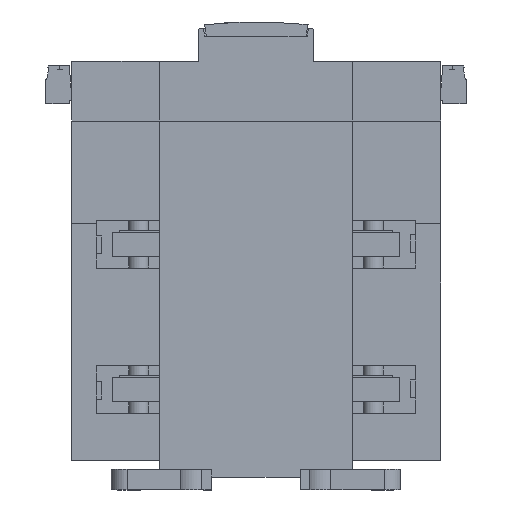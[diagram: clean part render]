
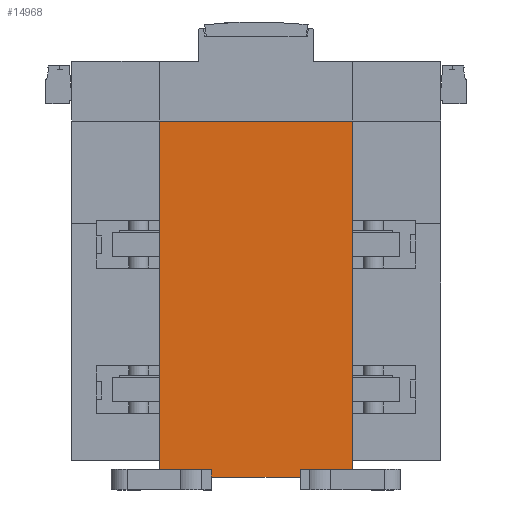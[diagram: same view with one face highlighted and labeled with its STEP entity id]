
A CAD part, left-side view. The second image highlights one B-rep face of the part: STEP entity #14968.
In plain terms, the highlighted planar face has unit normal (-1, 0, 0).
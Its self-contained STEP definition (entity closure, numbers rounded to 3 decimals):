
#538=DIRECTION('',(0.,0.,1.));
#539=VECTOR('',#538,135.5);
#540=CARTESIAN_POINT('',(-123.48,-37.552,8.));
#541=LINE('',#540,#539);
#1252=DIRECTION('',(0.,-1.,0.));
#1253=VECTOR('',#1252,34.6);
#1254=CARTESIAN_POINT('',(-123.48,17.3,5.));
#1255=LINE('',#1254,#1253);
#1872=DIRECTION('',(0.,0.,-1.));
#1873=VECTOR('',#1872,135.5);
#1874=CARTESIAN_POINT('',(-123.48,37.552,143.5));
#1875=LINE('',#1874,#1873);
#2439=DIRECTION('',(0.,1.,0.));
#2440=VECTOR('',#2439,20.252);
#2441=CARTESIAN_POINT('',(-123.48,17.3,8.));
#2442=LINE('',#2441,#2440);
#2446=DIRECTION('',(0.,-1.,0.));
#2447=VECTOR('',#2446,75.104);
#2448=CARTESIAN_POINT('',(-123.48,37.552,143.5));
#2449=LINE('',#2448,#2447);
#2453=DIRECTION('',(0.,1.,0.));
#2454=VECTOR('',#2453,20.252);
#2455=CARTESIAN_POINT('',(-123.48,-37.552,
8.));
#2456=LINE('',#2455,#2454);
#2460=DIRECTION('',(0.,0.,-1.));
#2461=VECTOR('',#2460,3.);
#2462=CARTESIAN_POINT('',(-123.48,-17.3,
8.));
#2463=LINE('',#2462,#2461);
#2467=DIRECTION('',(0.,0.,1.));
#2468=VECTOR('',#2467,3.);
#2469=CARTESIAN_POINT('',(-123.48,17.3,5.));
#2470=LINE('',#2469,#2468);
#11691=CARTESIAN_POINT('',(-123.48,-37.552,143.5));
#11692=VERTEX_POINT('',#11691);
#11693=CARTESIAN_POINT('',(-123.48,37.552,143.5));
#11694=VERTEX_POINT('',#11693);
#11794=CARTESIAN_POINT('',(-123.48,-37.552,
8.));
#11795=VERTEX_POINT('',#11794);
#12658=CARTESIAN_POINT('',(-123.48,37.552,
8.));
#12659=VERTEX_POINT('',#12658);
#13284=CARTESIAN_POINT('',(-123.48,17.3,
8.));
#13285=VERTEX_POINT('',#13284);
#13286=CARTESIAN_POINT('',(-123.48,-17.3,
8.));
#13287=VERTEX_POINT('',#13286);
#13288=CARTESIAN_POINT('',(-123.48,-17.3,
5.));
#13289=VERTEX_POINT('',#13288);
#13290=CARTESIAN_POINT('',(-123.48,17.3,
5.));
#13291=VERTEX_POINT('',#13290);
#14949=CARTESIAN_POINT('',(-123.48,0.,127.));
#14950=DIRECTION('',(-1.,0.,0.));
#14951=DIRECTION('',(0.,0.,1.));
#14952=AXIS2_PLACEMENT_3D('',#14949,#14950,#14951);
#14953=PLANE('',#14952);
#14955=ORIENTED_EDGE('',*,*,#14954,.T.);
#14956=ORIENTED_EDGE('',*,*,#14764,.F.);
#14957=ORIENTED_EDGE('',*,*,#13875,.T.);
#14958=ORIENTED_EDGE('',*,*,#14060,.F.);
#14960=ORIENTED_EDGE('',*,*,#14959,.T.);
#14962=ORIENTED_EDGE('',*,*,#14961,.T.);
#14963=ORIENTED_EDGE('',*,*,#14326,.F.);
#14965=ORIENTED_EDGE('',*,*,#14964,.T.);
#14966=EDGE_LOOP('',(#14955,#14956,#14957,#14958,#14960,#14962,#14963,#14965));
#14967=FACE_OUTER_BOUND('',#14966,.F.);
#13875=EDGE_CURVE('',#11694,#11692,#2449,.T.);
#14060=EDGE_CURVE('',#11795,#11692,#541,.T.);
#14326=EDGE_CURVE('',#13291,#13289,#1255,.T.);
#14764=EDGE_CURVE('',#11694,#12659,#1875,.T.);
#14954=EDGE_CURVE('',#13285,#12659,#2442,.T.);
#14959=EDGE_CURVE('',#11795,#13287,#2456,.T.);
#14961=EDGE_CURVE('',#13287,#13289,#2463,.T.);
#14964=EDGE_CURVE('',#13291,#13285,#2470,.T.);
#14968=ADVANCED_FACE('',(#14967),#14953,.T.);
